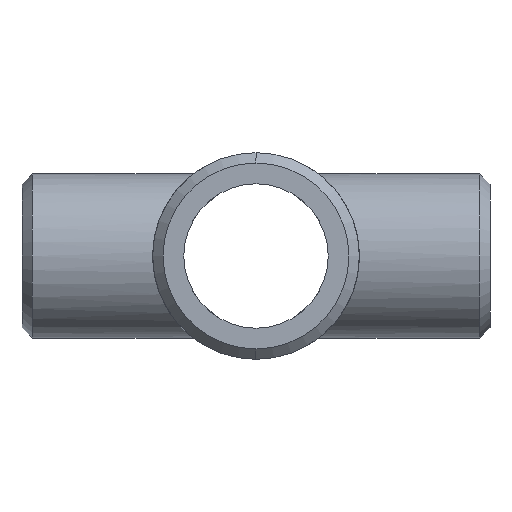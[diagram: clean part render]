
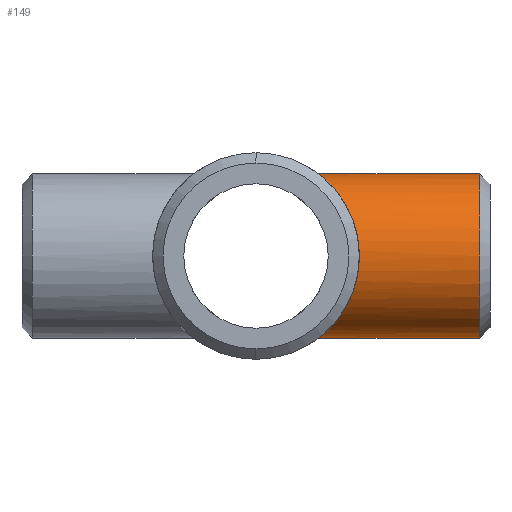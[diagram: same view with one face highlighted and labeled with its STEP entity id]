
A CAD part, left-side view. The second image highlights one B-rep face of the part: STEP entity #149.
In plain terms, the highlighted cylindrical face has radius 16.764 mm (diameter 33.528 mm), a partial arc.
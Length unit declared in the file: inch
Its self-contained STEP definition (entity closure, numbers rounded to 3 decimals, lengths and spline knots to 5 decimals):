
#4 = CARTESIAN_POINT ( 'NONE',  ( -0.33314, -0.60336, -0.57013 ) ) ;
#13 = CARTESIAN_POINT ( 'NONE',  ( -0.21919, -0.54861, -0.62292 ) ) ;
#28 = ORIENTED_EDGE ( 'NONE', *, *, #1027, .T. ) ;
#37 = CARTESIAN_POINT ( 'NONE',  ( 0., -1.88, 0. ) ) ;
#61 = CARTESIAN_POINT ( 'NONE',  ( -0.62137, -0.79961, 0.22361 ) ) ;
#65 = DIRECTION ( 'NONE',  ( 0., 1., 0. ) ) ;
#69 = CARTESIAN_POINT ( 'NONE',  ( -0.11282, -0.51566, 0.65038 ) ) ;
#86 = LINE ( 'NONE', #976, #662 ) ;
#90 = AXIS2_PLACEMENT_3D ( 'NONE', #845, #300, #850 ) ;
#109 = CARTESIAN_POINT ( 'NONE',  ( -0.1564, -0.52661, -0.64159 ) ) ;
#142 = EDGE_CURVE ( 'NONE', #346, #1093, #923, .T. ) ;
#149 = ADVANCED_FACE ( 'NONE', ( #1114 ), #665, .T. ) ;
#151 = CARTESIAN_POINT ( 'NONE',  ( 0., -0.50329, 0.66 ) ) ;
#153 = ORIENTED_EDGE ( 'NONE', *, *, #142, .T. ) ;
#157 = CARTESIAN_POINT ( 'NONE',  ( -0.47699, -0.69333, 0.45662 ) ) ;
#171 = CARTESIAN_POINT ( 'NONE',  ( -0.65379, -0.82507, 0.0932 ) ) ;
#183 = CARTESIAN_POINT ( 'NONE',  ( -0.1779, -0.53346, -0.63594 ) ) ;
#218 = ORIENTED_EDGE ( 'NONE', *, *, #1013, .F. ) ;
#246 = CARTESIAN_POINT ( 'NONE',  ( -0.59738, -0.78111, -0.28146 ) ) ;
#259 = CARTESIAN_POINT ( 'NONE',  ( -0.21928, -0.5479, 0.62394 ) ) ;
#267 = CARTESIAN_POINT ( 'NONE',  ( -0.3505, -0.61316, 0.55961 ) ) ;
#273 = CARTESIAN_POINT ( 'NONE',  ( -0.2966, -0.58398, -0.58997 ) ) ;
#288 = CARTESIAN_POINT ( 'NONE',  ( 0., -0.50329, -0.66 ) ) ;
#295 = CARTESIAN_POINT ( 'NONE',  ( -0.09088, -0.51094, -0.6541 ) ) ;
#300 = DIRECTION ( 'NONE',  ( 0., 1., 0. ) ) ;
#304 = DIRECTION ( 'NONE',  ( 0., 1., 0. ) ) ;
#315 = AXIS2_PLACEMENT_3D ( 'NONE', #37, #304, #1119 ) ;
#322 = B_SPLINE_CURVE_WITH_KNOTS ( 'NONE', 3,
 ( #151, #704, #349, #526, #890, #69, #438, #445, #259, #809, #971, #514, #267, #815, #336, #157, #1148, #624, #884, #710, #425, #1064, #61, #1070, #791, #616, #171, #541, #534, #359, #717, #1137, #697, #904, #450, #879, #1059, #246, #837, #462, #842, #1168, #647, #1088, #365, #911, #997, #917, #4, #273, #369, #467, #13, #183, #109, #631, #295, #386, #822, #288 ),
 .UNSPECIFIED., .F., .F.,
 ( 4, 2, 2, 2, 2, 2, 2, 2, 2, 2, 2, 2, 2, 2, 2, 2, 2, 2, 2, 2, 2, 2, 2, 2, 2, 2, 2, 2, 2, 4 ),
 ( 0.05554, 0.05728, 0.05814, 0.05901, 0.06248, 0.06421, 0.06595, 0.06942, 0.07115, 0.07289, 0.07636, 0.07809, 0.07983, 0.08156, 0.0833, 0.08503, 0.0859, 0.08677, 0.09024, 0.09197, 0.09371, 0.09544, 0.09718, 0.10065, 0.10238, 0.10412, 0.10585, 0.10759, 0.10932, 0.11106 ),
 .UNSPECIFIED. ) ;
#336 = CARTESIAN_POINT ( 'NONE',  ( -0.43286, -0.66348, 0.49993 ) ) ;
#346 = VERTEX_POINT ( 'NONE', #944 ) ;
#349 = CARTESIAN_POINT ( 'NONE',  ( -0.04563, -0.50486, 0.65881 ) ) ;
#352 = EDGE_LOOP ( 'NONE', ( #153, #1017, #28, #218 ) ) ;
#359 = CARTESIAN_POINT ( 'NONE',  ( -0.66006, -0.83005, -0.02109 ) ) ;
#365 = CARTESIAN_POINT ( 'NONE',  ( -0.47787, -0.69393, -0.45571 ) ) ;
#369 = CARTESIAN_POINT ( 'NONE',  ( -0.27783, -0.57463, -0.59904 ) ) ;
#386 = CARTESIAN_POINT ( 'NONE',  ( -0.04602, -0.5049, -0.65878 ) ) ;
#425 = CARTESIAN_POINT ( 'NONE',  ( -0.58711, -0.77322, 0.30466 ) ) ;
#438 = CARTESIAN_POINT ( 'NONE',  ( -0.12395, -0.51822, 0.64835 ) ) ;
#442 = LINE ( 'NONE', #1062, #762 ) ;
#445 = CARTESIAN_POINT ( 'NONE',  ( -0.1785, -0.53234, 0.63697 ) ) ;
#450 = CARTESIAN_POINT ( 'NONE',  ( -0.64855, -0.82092, -0.12292 ) ) ;
#462 = CARTESIAN_POINT ( 'NONE',  ( -0.56683, -0.75799, -0.33878 ) ) ;
#467 = CARTESIAN_POINT ( 'NONE',  ( -0.23913, -0.55694, -0.61552 ) ) ;
#470 = CARTESIAN_POINT ( 'NONE',  ( 0., -0.50329, 0.66 ) ) ;
#514 = CARTESIAN_POINT ( 'NONE',  ( -0.33296, -0.60326, 0.57023 ) ) ;
#522 = CARTESIAN_POINT ( 'NONE',  ( 0., -0.50329, -0.66 ) ) ;
#526 = CARTESIAN_POINT ( 'NONE',  ( -0.07936, -0.50939, 0.65531 ) ) ;
#534 = CARTESIAN_POINT ( 'NONE',  ( -0.65994, -0.82995, 0.02451 ) ) ;
#541 = CARTESIAN_POINT ( 'NONE',  ( -0.65869, -0.82896, 0.04747 ) ) ;
#616 = CARTESIAN_POINT ( 'NONE',  ( -0.65018, -0.82221, 0.11563 ) ) ;
#624 = CARTESIAN_POINT ( 'NONE',  ( -0.51795, -0.72214, 0.40958 ) ) ;
#631 = CARTESIAN_POINT ( 'NONE',  ( -0.11294, -0.51538, -0.65064 ) ) ;
#647 = CARTESIAN_POINT ( 'NONE',  ( -0.51895, -0.72285, -0.40833 ) ) ;
#662 = VECTOR ( 'NONE', #1143, 39.37008 ) ;
#665 = CYLINDRICAL_SURFACE ( 'NONE', #315, 0.66 ) ;
#693 = EDGE_CURVE ( 'NONE', #1093, #936, #442, .T. ) ;
#697 = CARTESIAN_POINT ( 'NONE',  ( -0.65406, -0.82529, -0.08907 ) ) ;
#704 = CARTESIAN_POINT ( 'NONE',  ( -0.02293, -0.50329, 0.66 ) ) ;
#710 = CARTESIAN_POINT ( 'NONE',  ( -0.56626, -0.75742, 0.3416 ) ) ;
#717 = CARTESIAN_POINT ( 'NONE',  ( -0.65894, -0.82915, -0.04381 ) ) ;
#743 = CARTESIAN_POINT ( 'NONE',  ( 0., -1.79667, 0.66 ) ) ;
#762 = VECTOR ( 'NONE', #65, 39.37008 ) ;
#791 = CARTESIAN_POINT ( 'NONE',  ( -0.6408, -0.81481, 0.15964 ) ) ;
#809 = CARTESIAN_POINT ( 'NONE',  ( -0.27754, -0.57448, 0.59918 ) ) ;
#815 = CARTESIAN_POINT ( 'NONE',  ( -0.40133, -0.64313, 0.52555 ) ) ;
#822 = CARTESIAN_POINT ( 'NONE',  ( -0.02314, -0.50329, -0.66 ) ) ;
#837 = CARTESIAN_POINT ( 'NONE',  ( -0.58769, -0.77371, -0.30114 ) ) ;
#842 = CARTESIAN_POINT ( 'NONE',  ( -0.55561, -0.74962, -0.35685 ) ) ;
#845 = CARTESIAN_POINT ( 'NONE',  ( 0., -1.79667, 0. ) ) ;
#850 = DIRECTION ( 'NONE',  ( 0., 0., -1. ) ) ;
#879 = CARTESIAN_POINT ( 'NONE',  ( -0.63701, -0.81182, -0.17857 ) ) ;
#884 = CARTESIAN_POINT ( 'NONE',  ( -0.53059, -0.73127, 0.39308 ) ) ;
#890 = CARTESIAN_POINT ( 'NONE',  ( -0.09055, -0.51125, 0.65386 ) ) ;
#904 = CARTESIAN_POINT ( 'NONE',  ( -0.65059, -0.82254, -0.11163 ) ) ;
#911 = CARTESIAN_POINT ( 'NONE',  ( -0.43384, -0.66412, -0.49908 ) ) ;
#917 = CARTESIAN_POINT ( 'NONE',  ( -0.35095, -0.61341, -0.55934 ) ) ;
#923 = CIRCLE ( 'NONE', #90, 0.66 ) ;
#936 = VERTEX_POINT ( 'NONE', #470 ) ;
#944 = CARTESIAN_POINT ( 'NONE',  ( 0., -1.79667, -0.66 ) ) ;
#971 = CARTESIAN_POINT ( 'NONE',  ( -0.29653, -0.58394, 0.59 ) ) ;
#976 = CARTESIAN_POINT ( 'NONE',  ( 0., -1.88, -0.66 ) ) ;
#986 = VERTEX_POINT ( 'NONE', #522 ) ;
#997 = CARTESIAN_POINT ( 'NONE',  ( -0.40223, -0.64368, -0.52489 ) ) ;
#1013 = EDGE_CURVE ( 'NONE', #346, #986, #86, .T. ) ;
#1017 = ORIENTED_EDGE ( 'NONE', *, *, #693, .T. ) ;
#1027 = EDGE_CURVE ( 'NONE', #936, #986, #322, .T. ) ;
#1059 = CARTESIAN_POINT ( 'NONE',  ( -0.62349, -0.8012, -0.22089 ) ) ;
#1062 = CARTESIAN_POINT ( 'NONE',  ( 0., -1.88, 0.66 ) ) ;
#1064 = CARTESIAN_POINT ( 'NONE',  ( -0.61342, -0.79344, 0.24453 ) ) ;
#1070 = CARTESIAN_POINT ( 'NONE',  ( -0.63502, -0.81027, 0.18122 ) ) ;
#1088 = CARTESIAN_POINT ( 'NONE',  ( -0.492, -0.70376, -0.44042 ) ) ;
#1093 = VERTEX_POINT ( 'NONE', #743 ) ;
#1114 = FACE_OUTER_BOUND ( 'NONE', #352, .T. ) ;
#1119 = DIRECTION ( 'NONE',  ( 0., 0., -1. ) ) ;
#1137 = CARTESIAN_POINT ( 'NONE',  ( -0.6555, -0.82643, -0.07777 ) ) ;
#1143 = DIRECTION ( 'NONE',  ( 0., 1., 0. ) ) ;
#1148 = CARTESIAN_POINT ( 'NONE',  ( -0.49119, -0.70319, 0.44132 ) ) ;
#1168 = CARTESIAN_POINT ( 'NONE',  ( -0.53167, -0.73206, -0.39163 ) ) ;
